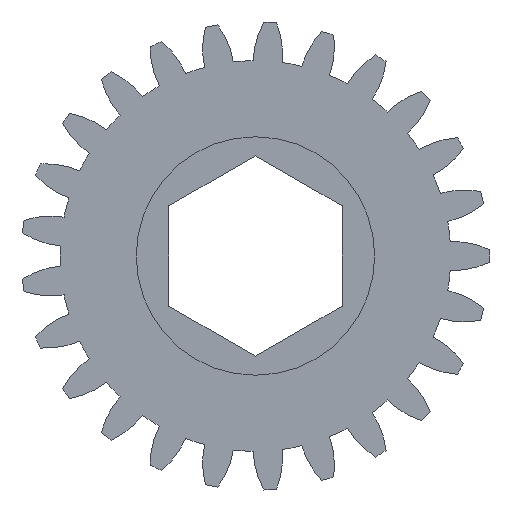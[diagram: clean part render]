
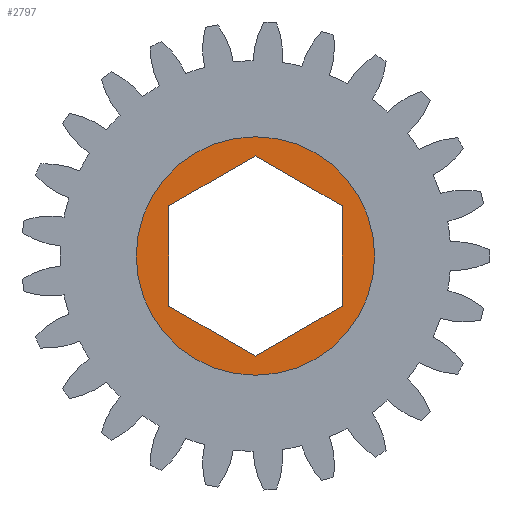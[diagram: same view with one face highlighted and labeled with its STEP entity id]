
A CAD part, left-side view. The second image highlights one B-rep face of the part: STEP entity #2797.
In plain terms, the highlighted planar face has unit normal (-1, 0, 0).
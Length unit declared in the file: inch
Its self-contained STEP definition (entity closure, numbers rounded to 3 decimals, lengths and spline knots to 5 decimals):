
#88 = AXIS2_PLACEMENT_3D ( 'NONE', #4044, #4029, #4020 ) ;
#352 = DIRECTION ( 'NONE',  ( 0., 0.866, -0.5 ) ) ;
#363 = DIRECTION ( 'NONE',  ( 0., 0.866, 0.5 ) ) ;
#490 = CARTESIAN_POINT ( 'NONE',  ( -0.0625, 0., 0.28868 ) ) ;
#537 = CARTESIAN_POINT ( 'NONE',  ( -0.0625, 0.25, 0.14434 ) ) ;
#650 = DIRECTION ( 'NONE',  ( 1., 0., 0. ) ) ;
#710 = DIRECTION ( 'NONE',  ( 0., -0.866, -0.5 ) ) ;
#754 = ORIENTED_EDGE ( 'NONE', *, *, #1263, .F. ) ;
#778 = DIRECTION ( 'NONE',  ( 0., 0., -1. ) ) ;
#784 = CARTESIAN_POINT ( 'NONE',  ( -0.0625, 0., 0. ) ) ;
#800 = PLANE ( 'NONE',  #1942 ) ;
#844 = CARTESIAN_POINT ( 'NONE',  ( -0.0625, 0., -0.34375 ) ) ;
#864 = DIRECTION ( 'NONE',  ( 0., 0., 1. ) ) ;
#1065 = CARTESIAN_POINT ( 'NONE',  ( -0.0625, 0., 0.34375 ) ) ;
#1185 = EDGE_CURVE ( 'NONE', #3058, #3179, #2609, .T. ) ;
#1193 = EDGE_CURVE ( 'NONE', #3179, #2083, #2583, .T. ) ;
#1215 = EDGE_CURVE ( 'NONE', #2083, #3237, #2515, .T. ) ;
#1218 = EDGE_CURVE ( 'NONE', #3237, #2991, #2531, .T. ) ;
#1219 = EDGE_CURVE ( 'NONE', #2991, #3855, #2481, .T. ) ;
#1232 = EDGE_CURVE ( 'NONE', #3855, #3058, #2470, .T. ) ;
#1246 = CIRCLE ( 'NONE', #88, 0.34375 ) ;
#1263 = EDGE_CURVE ( 'NONE', #1931, #2378, #2432, .T. ) ;
#1408 = ORIENTED_EDGE ( 'NONE', *, *, #3873, .F. ) ;
#1429 = ORIENTED_EDGE ( 'NONE', *, *, #1219, .T. ) ;
#1660 = AXIS2_PLACEMENT_3D ( 'NONE', #2767, #2967, #3031 ) ;
#1758 = ORIENTED_EDGE ( 'NONE', *, *, #1215, .T. ) ;
#1890 = CARTESIAN_POINT ( 'NONE',  ( -0.0625, -0.25, -0.14434 ) ) ;
#1931 = VERTEX_POINT ( 'NONE', #1065 ) ;
#1942 = AXIS2_PLACEMENT_3D ( 'NONE', #784, #650, #778 ) ;
#2083 = VERTEX_POINT ( 'NONE', #2923 ) ;
#2157 = DIRECTION ( 'NONE',  ( 0., -0.866, 0.5 ) ) ;
#2265 = EDGE_LOOP ( 'NONE', ( #1408, #754 ) ) ;
#2374 = CARTESIAN_POINT ( 'NONE',  ( -0.0625, 0., 0.28868 ) ) ;
#2378 = VERTEX_POINT ( 'NONE', #844 ) ;
#2405 = ORIENTED_EDGE ( 'NONE', *, *, #1218, .T. ) ;
#2428 = VECTOR ( 'NONE', #710, 39.37008 ) ;
#2432 = CIRCLE ( 'NONE', #1660, 0.34375 ) ;
#2464 = VECTOR ( 'NONE', #2157, 39.37008 ) ;
#2470 = LINE ( 'NONE', #490, #2428 ) ;
#2476 = VECTOR ( 'NONE', #864, 39.37008 ) ;
#2481 = LINE ( 'NONE', #537, #2464 ) ;
#2485 = VECTOR ( 'NONE', #363, 39.37008 ) ;
#2515 = LINE ( 'NONE', #3435, #2485 ) ;
#2520 = VECTOR ( 'NONE', #352, 39.37008 ) ;
#2530 = VECTOR ( 'NONE', #3579, 39.37008 ) ;
#2531 = LINE ( 'NONE', #3808, #2476 ) ;
#2583 = LINE ( 'NONE', #1890, #2520 ) ;
#2609 = LINE ( 'NONE', #3477, #2530 ) ;
#2767 = CARTESIAN_POINT ( 'NONE',  ( -0.0625, 0., 0. ) ) ;
#2797 = ADVANCED_FACE ( 'NONE', ( #3368, #3320 ), #800, .F. ) ;
#2800 = ORIENTED_EDGE ( 'NONE', *, *, #1193, .T. ) ;
#2923 = CARTESIAN_POINT ( 'NONE',  ( -0.0625, 0., -0.28868 ) ) ;
#2967 = DIRECTION ( 'NONE',  ( 1., 0., 0. ) ) ;
#2991 = VERTEX_POINT ( 'NONE', #3853 ) ;
#3031 = DIRECTION ( 'NONE',  ( 0., 0., -1. ) ) ;
#3058 = VERTEX_POINT ( 'NONE', #3647 ) ;
#3101 = CARTESIAN_POINT ( 'NONE',  ( -0.0625, 0.25, -0.14434 ) ) ;
#3179 = VERTEX_POINT ( 'NONE', #3259 ) ;
#3215 = ORIENTED_EDGE ( 'NONE', *, *, #1232, .T. ) ;
#3237 = VERTEX_POINT ( 'NONE', #3101 ) ;
#3259 = CARTESIAN_POINT ( 'NONE',  ( -0.0625, -0.25, -0.14434 ) ) ;
#3320 = FACE_OUTER_BOUND ( 'NONE', #2265, .T. ) ;
#3368 = FACE_BOUND ( 'NONE', #4000, .T. ) ;
#3435 = CARTESIAN_POINT ( 'NONE',  ( -0.0625, 0., -0.28868 ) ) ;
#3477 = CARTESIAN_POINT ( 'NONE',  ( -0.0625, -0.25, 0.14434 ) ) ;
#3579 = DIRECTION ( 'NONE',  ( 0., 0., -1. ) ) ;
#3647 = CARTESIAN_POINT ( 'NONE',  ( -0.0625, -0.25, 0.14434 ) ) ;
#3808 = CARTESIAN_POINT ( 'NONE',  ( -0.0625, 0.25, -0.14434 ) ) ;
#3853 = CARTESIAN_POINT ( 'NONE',  ( -0.0625, 0.25, 0.14434 ) ) ;
#3855 = VERTEX_POINT ( 'NONE', #2374 ) ;
#3873 = EDGE_CURVE ( 'NONE', #2378, #1931, #1246, .T. ) ;
#4000 = EDGE_LOOP ( 'NONE', ( #4068, #2800, #1758, #2405, #1429, #3215 ) ) ;
#4020 = DIRECTION ( 'NONE',  ( 0., 0., -1. ) ) ;
#4029 = DIRECTION ( 'NONE',  ( 1., 0., 0. ) ) ;
#4044 = CARTESIAN_POINT ( 'NONE',  ( -0.0625, 0., 0. ) ) ;
#4068 = ORIENTED_EDGE ( 'NONE', *, *, #1185, .T. ) ;
